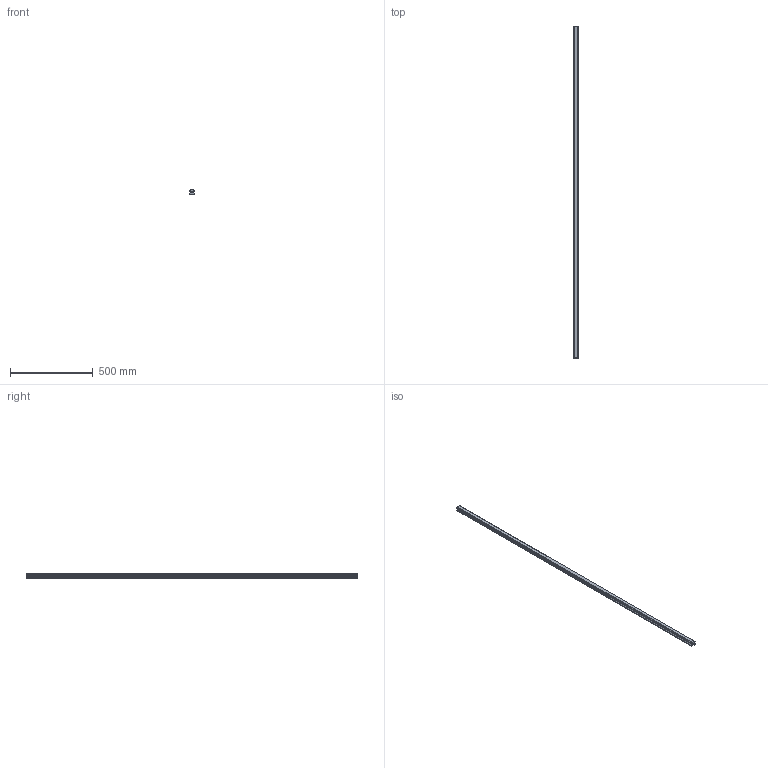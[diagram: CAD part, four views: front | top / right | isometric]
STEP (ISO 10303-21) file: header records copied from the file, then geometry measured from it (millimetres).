
FILE_DESCRIPTION(('STEP AP214'),'1');
FILE_NAME('cctmp_90A6E2AF-F36F-4F10-B62B-A91389C0FF23_2021_01_26_15_19_29_0966..stp','2021-01-26T14:19:30',('HIWIN GmbH'),('CADClick - www.CADClick.com'),'Spatial InterOp 3D',' ','unknown authorization');
FILE_SCHEMA(('AUTOMOTIVE_DESIGN'));
Length unit declared in the file: millimetre
Products named in the file (1): HGR30T2000C_FILE
Bounding box: 28 x 2000 x 26 mm (x, y, z)
Volume: 1213266.3 mm3; surface area: 230480.8 mm2
Topology: 1 solids, 1 shells, 215 faces, 577 edges, 343 vertices
Faces by surface type: plane 93, cylinder 72, cone 50
Entity records: 8049 total; most frequent: DIRECTION 1103, CARTESIAN_POINT 1086, ORIENTED_EDGE 1054, EDGE_CURVE 527, LINE 383, VECTOR 383, AXIS2_PLACEMENT_3D 360, VERTEX_POINT 343
